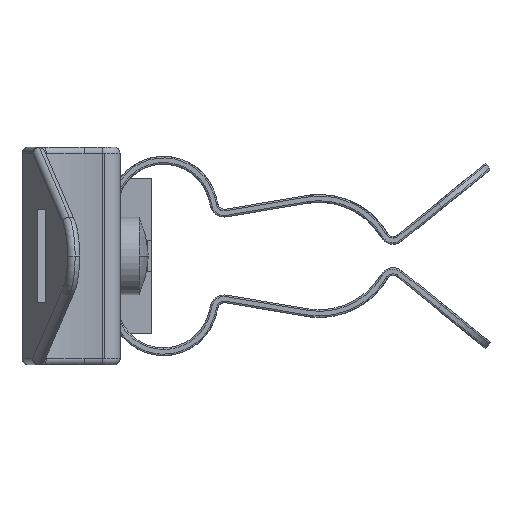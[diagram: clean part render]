
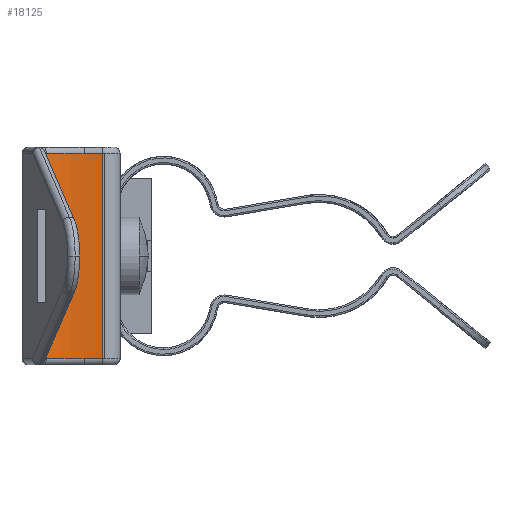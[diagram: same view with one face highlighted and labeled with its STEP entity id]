
A CAD part, left-side view. The second image highlights one B-rep face of the part: STEP entity #18125.
In plain terms, the highlighted cylindrical face has radius 10 mm (diameter 20 mm), a partial arc.
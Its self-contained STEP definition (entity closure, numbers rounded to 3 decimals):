
#132 = CARTESIAN_POINT ( 'NONE',  ( -17.501, 1.119, 0.4 ) ) ;
#135 = CARTESIAN_POINT ( 'NONE',  ( -17.73, 4.743, 0.4 ) ) ;
#991 = CARTESIAN_POINT ( 'NONE',  ( -27.43, 2.31, 0.4 ) ) ;
#1127 = CARTESIAN_POINT ( 'NONE',  ( -17.501, 1.119, 14. ) ) ;
#1883 = ORIENTED_EDGE ( 'NONE', *, *, #6620, .T. ) ;
#2159 = DIRECTION ( 'NONE',  ( 1., 0., 0. ) ) ;
#2654 = EDGE_CURVE ( 'NONE', #3976, #7613, #13893, .T. ) ;
#3386 = DIRECTION ( 'NONE',  ( 0., 0., 1. ) ) ;
#3631 = VERTEX_POINT ( 'NONE', #9089 ) ;
#3650 = CARTESIAN_POINT ( 'NONE',  ( -17.73, 4.743, 14. ) ) ;
#3976 = VERTEX_POINT ( 'NONE', #10317 ) ;
#4169 = AXIS2_PLACEMENT_3D ( 'NONE', #5227, #9599, #15669 ) ;
#4204 = ORIENTED_EDGE ( 'NONE', *, *, #14680, .T. ) ;
#5174 = AXIS2_PLACEMENT_3D ( 'NONE', #12715, #18550, #5380 ) ;
#5196 = VECTOR ( 'NONE', #9455, 1000. ) ;
#5206 = CYLINDRICAL_SURFACE ( 'NONE', #5174, 10. ) ;
#5227 = CARTESIAN_POINT ( 'NONE',  ( -27.43, 2.31, 13.6 ) ) ;
#5380 = DIRECTION ( 'NONE',  ( -1., 0., 0. ) ) ;
#5695 = AXIS2_PLACEMENT_3D ( 'NONE', #16610, #3386, #10803 ) ;
#5992 = CIRCLE ( 'NONE', #5695, 10. ) ;
#6620 = EDGE_CURVE ( 'NONE', #7613, #3631, #8359, .T. ) ;
#7217 = AXIS2_PLACEMENT_3D ( 'NONE', #10736, #18182, #2159 ) ;
#7242 = VERTEX_POINT ( 'NONE', #135 ) ;
#7613 = VERTEX_POINT ( 'NONE', #132 ) ;
#8190 = VERTEX_POINT ( 'NONE', #14405 ) ;
#8235 = EDGE_CURVE ( 'NONE', #15161, #7242, #16501, .T. ) ;
#8359 = LINE ( 'NONE', #1127, #18615 ) ;
#9089 = CARTESIAN_POINT ( 'NONE',  ( -17.501, 1.119, 13.6 ) ) ;
#9455 = DIRECTION ( 'NONE',  ( 0., 0., -1. ) ) ;
#9599 = DIRECTION ( 'NONE',  ( 0., 0., 1. ) ) ;
#10317 = CARTESIAN_POINT ( 'NONE',  ( -17.43, 2.31, 0.4 ) ) ;
#10642 = ORIENTED_EDGE ( 'NONE', *, *, #8235, .T. ) ;
#10736 = CARTESIAN_POINT ( 'NONE',  ( -27.43, 2.31, 0.4 ) ) ;
#10803 = DIRECTION ( 'NONE',  ( 1., 0., 0. ) ) ;
#11290 = DIRECTION ( 'NONE',  ( 0., 0., -1. ) ) ;
#11976 = CARTESIAN_POINT ( 'NONE',  ( -17.73, 4.743, 13.6 ) ) ;
#12408 = EDGE_CURVE ( 'NONE', #8190, #15161, #16628, .T. ) ;
#12575 = DIRECTION ( 'NONE',  ( 0., 0., 1. ) ) ;
#12715 = CARTESIAN_POINT ( 'NONE',  ( -27.43, 2.31, 14. ) ) ;
#13566 = ORIENTED_EDGE ( 'NONE', *, *, #12408, .T. ) ;
#13568 = AXIS2_PLACEMENT_3D ( 'NONE', #991, #11290, #16828 ) ;
#13893 = CIRCLE ( 'NONE', #13568, 10. ) ;
#13945 = CIRCLE ( 'NONE', #7217, 10. ) ;
#14405 = CARTESIAN_POINT ( 'NONE',  ( -17.43, 2.31, 13.6 ) ) ;
#14680 = EDGE_CURVE ( 'NONE', #3631, #8190, #5992, .T. ) ;
#15161 = VERTEX_POINT ( 'NONE', #11976 ) ;
#15669 = DIRECTION ( 'NONE',  ( 1., 0., 0. ) ) ;
#16018 = EDGE_LOOP ( 'NONE', ( #10642, #16267, #16996, #1883, #4204, #13566 ) ) ;
#16267 = ORIENTED_EDGE ( 'NONE', *, *, #16649, .T. ) ;
#16501 = LINE ( 'NONE', #3650, #5196 ) ;
#16610 = CARTESIAN_POINT ( 'NONE',  ( -27.43, 2.31, 13.6 ) ) ;
#16628 = CIRCLE ( 'NONE', #4169, 10. ) ;
#16649 = EDGE_CURVE ( 'NONE', #7242, #3976, #13945, .T. ) ;
#16828 = DIRECTION ( 'NONE',  ( 1., 0., 0. ) ) ;
#16996 = ORIENTED_EDGE ( 'NONE', *, *, #2654, .T. ) ;
#18125 = ADVANCED_FACE ( 'NONE', ( #18451 ), #5206, .F. ) ;
#18182 = DIRECTION ( 'NONE',  ( 0., 0., -1. ) ) ;
#18451 = FACE_OUTER_BOUND ( 'NONE', #16018, .T. ) ;
#18550 = DIRECTION ( 'NONE',  ( 0., 0., -1. ) ) ;
#18615 = VECTOR ( 'NONE', #12575, 1000. ) ;
